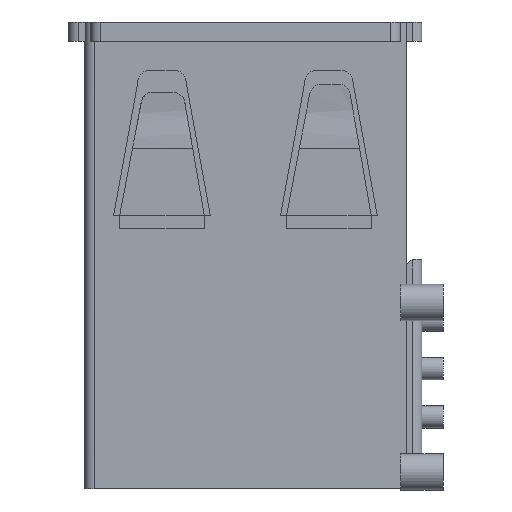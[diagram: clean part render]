
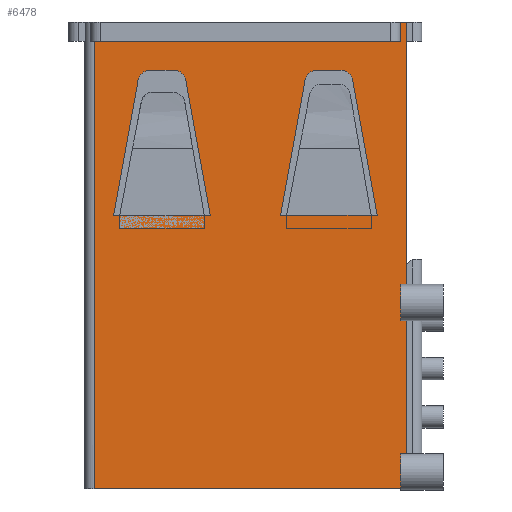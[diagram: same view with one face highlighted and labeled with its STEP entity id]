
A CAD part, left-side view. The second image highlights one B-rep face of the part: STEP entity #6478.
In plain terms, the highlighted planar face has unit normal (1, 0, 0).
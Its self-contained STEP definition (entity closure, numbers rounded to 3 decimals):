
#98 = DIRECTION ( 'NONE',  ( 0., 0., 1. ) ) ;
#250 = CARTESIAN_POINT ( 'NONE',  ( 0.9, 14.6, -8. ) ) ;
#335 = CARTESIAN_POINT ( 'NONE',  ( 0.9, 11.25, -2.5 ) ) ;
#353 = EDGE_CURVE ( 'NONE', #4502, #6896, #1425, .T. ) ;
#390 = CARTESIAN_POINT ( 'NONE',  ( 0.9, 0., 0. ) ) ;
#526 = VERTEX_POINT ( 'NONE', #8967 ) ;
#599 = DIRECTION ( 'NONE',  ( 0., 1., 0. ) ) ;
#614 = EDGE_CURVE ( 'NONE', #8976, #5791, #5832, .T. ) ;
#617 = VERTEX_POINT ( 'NONE', #6314 ) ;
#699 = CARTESIAN_POINT ( 'NONE',  ( 0.9, 0.9, -0.8 ) ) ;
#726 = CIRCLE ( 'NONE', #1240, 0.5 ) ;
#1084 = CIRCLE ( 'NONE', #3428, 0.5 ) ;
#1152 = CARTESIAN_POINT ( 'NONE',  ( 0.9, 4.35, -2.5 ) ) ;
#1224 = LINE ( 'NONE', #250, #6783 ) ;
#1230 = AXIS2_PLACEMENT_3D ( 'NONE', #4871, #2657, #6242 ) ;
#1240 = AXIS2_PLACEMENT_3D ( 'NONE', #1152, #6452, #6273 ) ;
#1258 = VERTEX_POINT ( 'NONE', #7815 ) ;
#1425 = LINE ( 'NONE', #8390, #7700 ) ;
#1516 = LINE ( 'NONE', #5011, #6867 ) ;
#1537 = ORIENTED_EDGE ( 'NONE', *, *, #6828, .T. ) ;
#1577 = EDGE_CURVE ( 'NONE', #526, #2804, #8532, .T. ) ;
#1579 = VERTEX_POINT ( 'NONE', #2929 ) ;
#1586 = VERTEX_POINT ( 'NONE', #7208 ) ;
#1808 = LINE ( 'NONE', #5591, #5680 ) ;
#1893 = EDGE_CURVE ( 'NONE', #617, #8749, #5693, .T. ) ;
#1927 = ORIENTED_EDGE ( 'NONE', *, *, #614, .T. ) ;
#1941 = ORIENTED_EDGE ( 'NONE', *, *, #7684, .T. ) ;
#1979 = DIRECTION ( 'NONE',  ( 0., -1., 0. ) ) ;
#2109 = DIRECTION ( 'NONE',  ( 0., 1., 0. ) ) ;
#2162 = VERTEX_POINT ( 'NONE', #6741 ) ;
#2355 = LINE ( 'NONE', #3247, #6211 ) ;
#2359 = CARTESIAN_POINT ( 'NONE',  ( 0.9, 1.85, -8. ) ) ;
#2404 = LINE ( 'NONE', #8021, #8173 ) ;
#2405 = ORIENTED_EDGE ( 'NONE', *, *, #7013, .T. ) ;
#2657 = DIRECTION ( 'NONE',  ( 1., 0., 0. ) ) ;
#2696 = CARTESIAN_POINT ( 'NONE',  ( 0.9, 11.75, -2.5 ) ) ;
#2726 = ORIENTED_EDGE ( 'NONE', *, *, #4732, .T. ) ;
#2750 = DIRECTION ( 'NONE',  ( 0., 0.179, -0.984 ) ) ;
#2797 = VERTEX_POINT ( 'NONE', #4712 ) ;
#2804 = VERTEX_POINT ( 'NONE', #4686 ) ;
#2856 = CARTESIAN_POINT ( 'NONE',  ( 0.9, 2.85, -2.5 ) ) ;
#2858 = DIRECTION ( 'NONE',  ( 0., 0.179, 0.984 ) ) ;
#2871 = LINE ( 'NONE', #7897, #4556 ) ;
#2918 = VERTEX_POINT ( 'NONE', #8821 ) ;
#2929 = CARTESIAN_POINT ( 'NONE',  ( 0.9, 3.35, -2. ) ) ;
#2940 = CIRCLE ( 'NONE', #6120, 0.5 ) ;
#2969 = FACE_BOUND ( 'NONE', #4616, .T. ) ;
#3051 = ORIENTED_EDGE ( 'NONE', *, *, #7137, .T. ) ;
#3106 = EDGE_CURVE ( 'NONE', #1579, #2918, #8689, .T. ) ;
#3129 = DIRECTION ( 'NONE',  ( 0., 1., 0. ) ) ;
#3247 = CARTESIAN_POINT ( 'NONE',  ( 0.9, 8.75, -8. ) ) ;
#3272 = CARTESIAN_POINT ( 'NONE',  ( 0.9, 0.65, -19.3 ) ) ;
#3286 = ORIENTED_EDGE ( 'NONE', *, *, #4256, .T. ) ;
#3299 = EDGE_CURVE ( 'NONE', #2918, #7796, #726, .T. ) ;
#3415 = CARTESIAN_POINT ( 'NONE',  ( 0.9, 11.25, -2. ) ) ;
#3428 = AXIS2_PLACEMENT_3D ( 'NONE', #335, #5647, #599 ) ;
#3533 = ORIENTED_EDGE ( 'NONE', *, *, #8114, .T. ) ;
#3588 = CARTESIAN_POINT ( 'NONE',  ( 0.9, 0.9, -0.8 ) ) ;
#3679 = DIRECTION ( 'NONE',  ( 0., 0.179, 0.984 ) ) ;
#3851 = CARTESIAN_POINT ( 'NONE',  ( 0.9, 3.35, -2.5 ) ) ;
#3889 = CARTESIAN_POINT ( 'NONE',  ( 0.9, 0.65, -0.8 ) ) ;
#3992 = VERTEX_POINT ( 'NONE', #3415 ) ;
#4039 = CARTESIAN_POINT ( 'NONE',  ( 0.9, 1.85, -8. ) ) ;
#4182 = PLANE ( 'NONE',  #1230 ) ;
#4256 = EDGE_CURVE ( 'NONE', #2804, #3992, #1516, .T. ) ;
#4266 = VECTOR ( 'NONE', #8126, 1000. ) ;
#4502 = VERTEX_POINT ( 'NONE', #3272 ) ;
#4552 = DIRECTION ( 'NONE',  ( 0., 1., 0. ) ) ;
#4554 = ORIENTED_EDGE ( 'NONE', *, *, #5785, .T. ) ;
#4556 = VECTOR ( 'NONE', #9296, 1000. ) ;
#4562 = VECTOR ( 'NONE', #3679, 1000. ) ;
#4580 = CARTESIAN_POINT ( 'NONE',  ( 0.9, 14.6, -8. ) ) ;
#4615 = DIRECTION ( 'NONE',  ( 0., -1., 0. ) ) ;
#4616 = EDGE_LOOP ( 'NONE', ( #1927, #4554, #6204, #5228, #5947, #6183 ) ) ;
#4686 = CARTESIAN_POINT ( 'NONE',  ( 0.9, 10.25, -2. ) ) ;
#4712 = CARTESIAN_POINT ( 'NONE',  ( 0.9, 12.75, -8. ) ) ;
#4732 = EDGE_CURVE ( 'NONE', #6031, #2797, #5377, .T. ) ;
#4871 = CARTESIAN_POINT ( 'NONE',  ( 0.9, 14.6, -0.8 ) ) ;
#4893 = ORIENTED_EDGE ( 'NONE', *, *, #7994, .T. ) ;
#5011 = CARTESIAN_POINT ( 'NONE',  ( 0.9, 14.6, -2. ) ) ;
#5156 = LINE ( 'NONE', #4580, #8777 ) ;
#5228 = ORIENTED_EDGE ( 'NONE', *, *, #3299, .T. ) ;
#5377 = LINE ( 'NONE', #8553, #8994 ) ;
#5591 = CARTESIAN_POINT ( 'NONE',  ( 0.9, 14.6, -0.8 ) ) ;
#5647 = DIRECTION ( 'NONE',  ( -1., 0., 0. ) ) ;
#5656 = ORIENTED_EDGE ( 'NONE', *, *, #353, .T. ) ;
#5680 = VECTOR ( 'NONE', #1979, 1000. ) ;
#5693 = LINE ( 'NONE', #390, #9322 ) ;
#5713 = ORIENTED_EDGE ( 'NONE', *, *, #7484, .T. ) ;
#5785 = EDGE_CURVE ( 'NONE', #5791, #1579, #2940, .T. ) ;
#5791 = VERTEX_POINT ( 'NONE', #2856 ) ;
#5832 = LINE ( 'NONE', #4039, #4562 ) ;
#5947 = ORIENTED_EDGE ( 'NONE', *, *, #9249, .T. ) ;
#6031 = VERTEX_POINT ( 'NONE', #2696 ) ;
#6120 = AXIS2_PLACEMENT_3D ( 'NONE', #3851, #8199, #3129 ) ;
#6170 = CARTESIAN_POINT ( 'NONE',  ( 0.9, 0.9, 0. ) ) ;
#6183 = ORIENTED_EDGE ( 'NONE', *, *, #9135, .T. ) ;
#6204 = ORIENTED_EDGE ( 'NONE', *, *, #3106, .T. ) ;
#6211 = VECTOR ( 'NONE', #2858, 1000. ) ;
#6221 = LINE ( 'NONE', #3588, #4266 ) ;
#6242 = DIRECTION ( 'NONE',  ( 0., 1., 0. ) ) ;
#6273 = DIRECTION ( 'NONE',  ( 0., 1., 0. ) ) ;
#6314 = CARTESIAN_POINT ( 'NONE',  ( 0.9, 0.65, 0. ) ) ;
#6375 = VECTOR ( 'NONE', #6762, 1000. ) ;
#6451 = CARTESIAN_POINT ( 'NONE',  ( 0.9, 4.85, -2.5 ) ) ;
#6452 = DIRECTION ( 'NONE',  ( -1., 0., 0. ) ) ;
#6478 = ADVANCED_FACE ( 'NONE', ( #6837, #6614, #2969 ), #4182, .T. ) ;
#6606 = CARTESIAN_POINT ( 'NONE',  ( 0.9, 13.55, -19.3 ) ) ;
#6614 = FACE_BOUND ( 'NONE', #8442, .T. ) ;
#6741 = CARTESIAN_POINT ( 'NONE',  ( 0.9, 13.55, -0.8 ) ) ;
#6758 = VECTOR ( 'NONE', #8455, 1000. ) ;
#6762 = DIRECTION ( 'NONE',  ( 0., 0., -1. ) ) ;
#6783 = VECTOR ( 'NONE', #4615, 1000. ) ;
#6828 = EDGE_CURVE ( 'NONE', #6896, #2162, #2404, .T. ) ;
#6837 = FACE_OUTER_BOUND ( 'NONE', #6951, .T. ) ;
#6839 = ORIENTED_EDGE ( 'NONE', *, *, #1893, .F. ) ;
#6867 = VECTOR ( 'NONE', #8342, 1000. ) ;
#6896 = VERTEX_POINT ( 'NONE', #6606 ) ;
#6951 = EDGE_LOOP ( 'NONE', ( #1537, #3051, #5713, #6839, #2405, #5656 ) ) ;
#7013 = EDGE_CURVE ( 'NONE', #617, #4502, #8283, .T. ) ;
#7020 = AXIS2_PLACEMENT_3D ( 'NONE', #7152, #8780, #2109 ) ;
#7137 = EDGE_CURVE ( 'NONE', #2162, #8513, #1808, .T. ) ;
#7152 = CARTESIAN_POINT ( 'NONE',  ( 0.9, 10.25, -2.5 ) ) ;
#7208 = CARTESIAN_POINT ( 'NONE',  ( 0.9, 5.85, -8. ) ) ;
#7406 = ORIENTED_EDGE ( 'NONE', *, *, #1577, .T. ) ;
#7484 = EDGE_CURVE ( 'NONE', #8513, #8749, #6221, .T. ) ;
#7673 = DIRECTION ( 'NONE',  ( 0., 1., 0. ) ) ;
#7684 = EDGE_CURVE ( 'NONE', #2797, #1258, #1224, .T. ) ;
#7700 = VECTOR ( 'NONE', #4552, 1000. ) ;
#7796 = VERTEX_POINT ( 'NONE', #6451 ) ;
#7815 = CARTESIAN_POINT ( 'NONE',  ( 0.9, 8.75, -8. ) ) ;
#7860 = CARTESIAN_POINT ( 'NONE',  ( 0.9, 14.6, -2. ) ) ;
#7897 = CARTESIAN_POINT ( 'NONE',  ( 0.9, 4.85, -2.5 ) ) ;
#7994 = EDGE_CURVE ( 'NONE', #1258, #526, #2355, .T. ) ;
#8021 = CARTESIAN_POINT ( 'NONE',  ( 0.9, 13.55, -0.8 ) ) ;
#8107 = DIRECTION ( 'NONE',  ( 0., -1., 0. ) ) ;
#8114 = EDGE_CURVE ( 'NONE', #3992, #6031, #1084, .T. ) ;
#8126 = DIRECTION ( 'NONE',  ( 0., 0., 1. ) ) ;
#8173 = VECTOR ( 'NONE', #98, 1000. ) ;
#8199 = DIRECTION ( 'NONE',  ( -1., 0., 0. ) ) ;
#8283 = LINE ( 'NONE', #3889, #6375 ) ;
#8342 = DIRECTION ( 'NONE',  ( 0., 1., 0. ) ) ;
#8390 = CARTESIAN_POINT ( 'NONE',  ( 0.9, 14.6, -19.3 ) ) ;
#8442 = EDGE_LOOP ( 'NONE', ( #1941, #4893, #7406, #3286, #3533, #2726 ) ) ;
#8455 = DIRECTION ( 'NONE',  ( 0., 1., 0. ) ) ;
#8513 = VERTEX_POINT ( 'NONE', #699 ) ;
#8532 = CIRCLE ( 'NONE', #7020, 0.5 ) ;
#8553 = CARTESIAN_POINT ( 'NONE',  ( 0.9, 11.75, -2.5 ) ) ;
#8689 = LINE ( 'NONE', #7860, #6758 ) ;
#8749 = VERTEX_POINT ( 'NONE', #6170 ) ;
#8777 = VECTOR ( 'NONE', #8107, 1000. ) ;
#8780 = DIRECTION ( 'NONE',  ( -1., 0., 0. ) ) ;
#8821 = CARTESIAN_POINT ( 'NONE',  ( 0.9, 4.35, -2. ) ) ;
#8967 = CARTESIAN_POINT ( 'NONE',  ( 0.9, 9.75, -2.5 ) ) ;
#8976 = VERTEX_POINT ( 'NONE', #2359 ) ;
#8994 = VECTOR ( 'NONE', #2750, 1000. ) ;
#9135 = EDGE_CURVE ( 'NONE', #1586, #8976, #5156, .T. ) ;
#9249 = EDGE_CURVE ( 'NONE', #7796, #1586, #2871, .T. ) ;
#9296 = DIRECTION ( 'NONE',  ( 0., 0.179, -0.984 ) ) ;
#9322 = VECTOR ( 'NONE', #7673, 1000. ) ;
